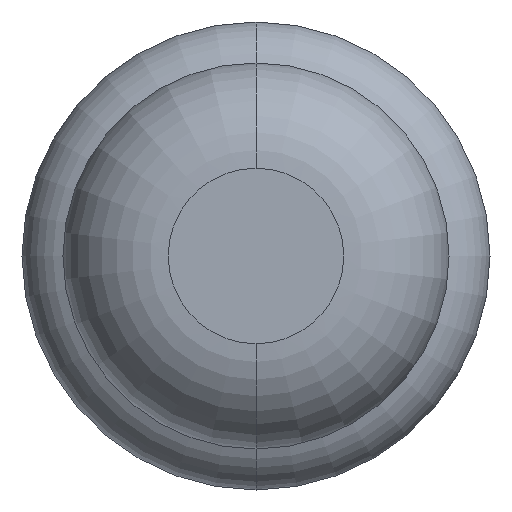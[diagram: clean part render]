
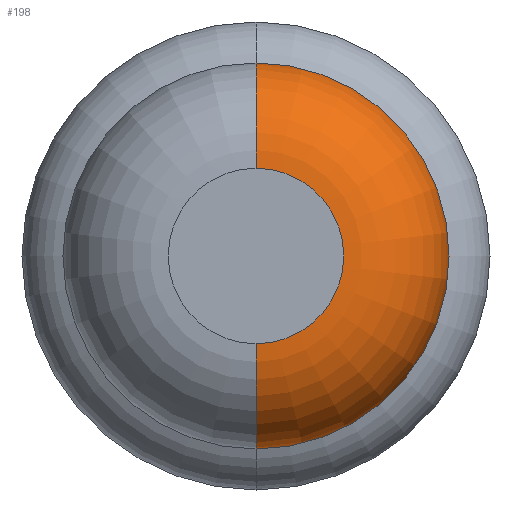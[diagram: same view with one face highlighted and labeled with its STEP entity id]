
A CAD part, front view. The second image highlights one B-rep face of the part: STEP entity #198.
In plain terms, the highlighted toroidal (fillet/blend) face has major radius 0.375 mm and minor radius 0.45 mm.
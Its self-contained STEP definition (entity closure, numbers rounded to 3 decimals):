
#91 = AXIS2_PLACEMENT_3D ( 'NONE', #2770, #1276, #3083 ) ;
#198 = ADVANCED_FACE ( 'Defeature ausgef�hrt1_16', ( #891 ), #616, .T. ) ;
#284 = AXIS2_PLACEMENT_3D ( 'NONE', #2903, #3226, #354 ) ;
#340 = AXIS2_PLACEMENT_3D ( 'NONE', #3044, #562, #3858 ) ;
#354 = DIRECTION ( 'NONE',  ( 0., 0., -1. ) ) ;
#438 = CARTESIAN_POINT ( 'NONE',  ( 0., -27.4, 0.375 ) ) ;
#529 = AXIS2_PLACEMENT_3D ( 'NONE', #3437, #1626, #1943 ) ;
#562 = DIRECTION ( 'NONE',  ( -1., 0., 0. ) ) ;
#616 = TOROIDAL_SURFACE ( 'NONE', #4041, 0.375, 0.45 ) ;
#775 = CARTESIAN_POINT ( 'NONE',  ( 0., -26.95, 0. ) ) ;
#868 = CARTESIAN_POINT ( 'NONE',  ( 0., -26.95, -0.825 ) ) ;
#891 = FACE_OUTER_BOUND ( 'NONE', #1317, .T. ) ;
#936 = CIRCLE ( 'NONE', #340, 0.45 ) ;
#1143 = DIRECTION ( 'NONE',  ( 0., 1., 0. ) ) ;
#1276 = DIRECTION ( 'NONE',  ( 0., 1., 0. ) ) ;
#1317 = EDGE_LOOP ( 'NONE', ( #3489, #3047, #2766, #3870 ) ) ;
#1398 = VERTEX_POINT ( 'NONE', #868 ) ;
#1407 = EDGE_CURVE ( 'Defeature ausgef�hrt1_16+Defeature ausgef�hrt1_17+Defeature ausgef�hrt1_17+Defeature ausgef�hrt1_17', #3280, #3300, #3997, .T. ) ;
#1626 = DIRECTION ( 'NONE',  ( 0., 1., 0. ) ) ;
#1827 = EDGE_CURVE ( 'NONE', #3300, #1398, #3937, .T. ) ;
#1839 = CIRCLE ( 'NONE', #91, 0.825 ) ;
#1840 = CARTESIAN_POINT ( 'NONE',  ( 0., -27.4, -0.375 ) ) ;
#1943 = DIRECTION ( 'NONE',  ( 0., 0., 1. ) ) ;
#2698 = CARTESIAN_POINT ( 'NONE',  ( 0., -26.95, 0.825 ) ) ;
#2766 = ORIENTED_EDGE ( 'NONE', *, *, #3973, .F. ) ;
#2770 = CARTESIAN_POINT ( 'NONE',  ( 0., -26.95, 0. ) ) ;
#2903 = CARTESIAN_POINT ( 'NONE',  ( 0., -26.95, -0.375 ) ) ;
#3044 = CARTESIAN_POINT ( 'NONE',  ( 0., -26.95, 0.375 ) ) ;
#3047 = ORIENTED_EDGE ( 'NONE', *, *, #1827, .T. ) ;
#3083 = DIRECTION ( 'NONE',  ( 0., 0., 1. ) ) ;
#3226 = DIRECTION ( 'NONE',  ( 1., 0., 0. ) ) ;
#3280 = VERTEX_POINT ( 'NONE', #438 ) ;
#3300 = VERTEX_POINT ( 'NONE', #1840 ) ;
#3437 = CARTESIAN_POINT ( 'NONE',  ( 0., -27.4, 0. ) ) ;
#3489 = ORIENTED_EDGE ( 'NONE', *, *, #1407, .T. ) ;
#3716 = VERTEX_POINT ( 'NONE', #2698 ) ;
#3723 = EDGE_CURVE ( 'NONE', #3280, #3716, #936, .T. ) ;
#3858 = DIRECTION ( 'NONE',  ( 0., 0., 1. ) ) ;
#3870 = ORIENTED_EDGE ( 'NONE', *, *, #3723, .F. ) ;
#3937 = CIRCLE ( 'NONE', #284, 0.45 ) ;
#3973 = EDGE_CURVE ( 'Defeature ausgef�hrt1_15+Defeature ausgef�hrt1_16+Defeature ausgef�hrt1_16+Defeature ausgef�hrt1_16', #3716, #1398, #1839, .T. ) ;
#3997 = CIRCLE ( 'NONE', #529, 0.375 ) ;
#4041 = AXIS2_PLACEMENT_3D ( 'NONE', #775, #1143, #4484 ) ;
#4484 = DIRECTION ( 'NONE',  ( 0., 0., 1. ) ) ;
